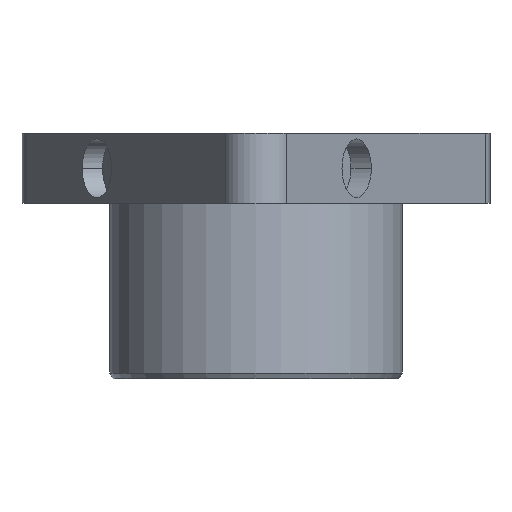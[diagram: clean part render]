
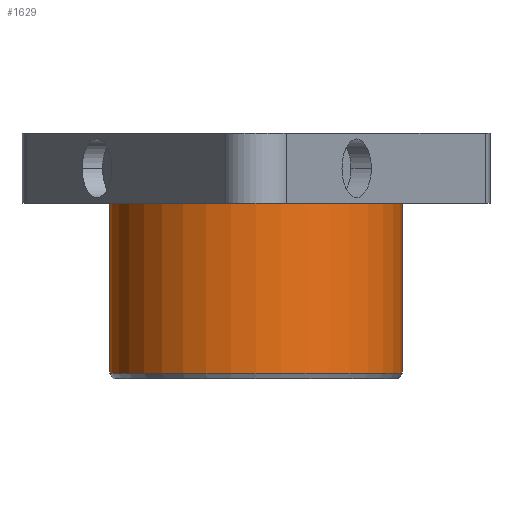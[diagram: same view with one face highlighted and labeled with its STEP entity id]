
A CAD part, front view. The second image highlights one B-rep face of the part: STEP entity #1629.
In plain terms, the highlighted cylindrical face has radius 25 mm (diameter 50 mm), a partial arc.
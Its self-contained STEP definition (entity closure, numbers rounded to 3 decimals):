
#41 = CIRCLE ( 'NONE', #1659, 25. ) ;
#50 = CARTESIAN_POINT ( 'NONE',  ( -25., 0., 30. ) ) ;
#87 = VERTEX_POINT ( 'NONE', #50 ) ;
#88 = DIRECTION ( 'NONE',  ( 0., 0., -1. ) ) ;
#103 = DIRECTION ( 'NONE',  ( 1., 0., 0. ) ) ;
#206 = DIRECTION ( 'NONE',  ( 1., 0., 0. ) ) ;
#256 = CARTESIAN_POINT ( 'NONE',  ( 25., 0., 30. ) ) ;
#353 = DIRECTION ( 'NONE',  ( 0., 0., 1. ) ) ;
#368 = ORIENTED_EDGE ( 'NONE', *, *, #719, .F. ) ;
#385 = EDGE_CURVE ( 'NONE', #1652, #1056, #948, .T. ) ;
#450 = VERTEX_POINT ( 'NONE', #875 ) ;
#539 = ORIENTED_EDGE ( 'NONE', *, *, #1060, .T. ) ;
#540 = CARTESIAN_POINT ( 'NONE',  ( 0., 0., 30. ) ) ;
#571 = DIRECTION ( 'NONE',  ( 0., 0., -1. ) ) ;
#680 = CARTESIAN_POINT ( 'NONE',  ( 25., 0., 30. ) ) ;
#684 = DIRECTION ( 'NONE',  ( -1., 0., 0. ) ) ;
#690 = CARTESIAN_POINT ( 'NONE',  ( 0., 0., 30. ) ) ;
#719 = EDGE_CURVE ( 'NONE', #87, #1652, #1750, .T. ) ;
#872 = CARTESIAN_POINT ( 'NONE',  ( -25., 0., 30. ) ) ;
#875 = CARTESIAN_POINT ( 'NONE',  ( -25., 0., 1. ) ) ;
#895 = ORIENTED_EDGE ( 'NONE', *, *, #1485, .T. ) ;
#902 = ORIENTED_EDGE ( 'NONE', *, *, #385, .F. ) ;
#909 = FACE_OUTER_BOUND ( 'NONE', #1858, .T. ) ;
#948 = LINE ( 'NONE', #680, #1803 ) ;
#975 = VECTOR ( 'NONE', #571, 1000. ) ;
#1056 = VERTEX_POINT ( 'NONE', #1187 ) ;
#1060 = EDGE_CURVE ( 'NONE', #87, #450, #1689, .T. ) ;
#1146 = DIRECTION ( 'NONE',  ( 0., 0., 1. ) ) ;
#1187 = CARTESIAN_POINT ( 'NONE',  ( 25., 0., 1. ) ) ;
#1224 = AXIS2_PLACEMENT_3D ( 'NONE', #690, #1146, #103 ) ;
#1470 = DIRECTION ( 'NONE',  ( 0., 0., -1. ) ) ;
#1485 = EDGE_CURVE ( 'NONE', #450, #1056, #41, .T. ) ;
#1528 = CYLINDRICAL_SURFACE ( 'NONE', #1789, 25. ) ;
#1599 = CARTESIAN_POINT ( 'NONE',  ( 0., 0., 1. ) ) ;
#1629 = ADVANCED_FACE ( 'NONE', ( #909 ), #1528, .T. ) ;
#1652 = VERTEX_POINT ( 'NONE', #256 ) ;
#1659 = AXIS2_PLACEMENT_3D ( 'NONE', #1599, #353, #206 ) ;
#1689 = LINE ( 'NONE', #872, #975 ) ;
#1750 = CIRCLE ( 'NONE', #1224, 25. ) ;
#1789 = AXIS2_PLACEMENT_3D ( 'NONE', #540, #88, #684 ) ;
#1803 = VECTOR ( 'NONE', #1470, 1000. ) ;
#1858 = EDGE_LOOP ( 'NONE', ( #902, #368, #539, #895 ) ) ;
